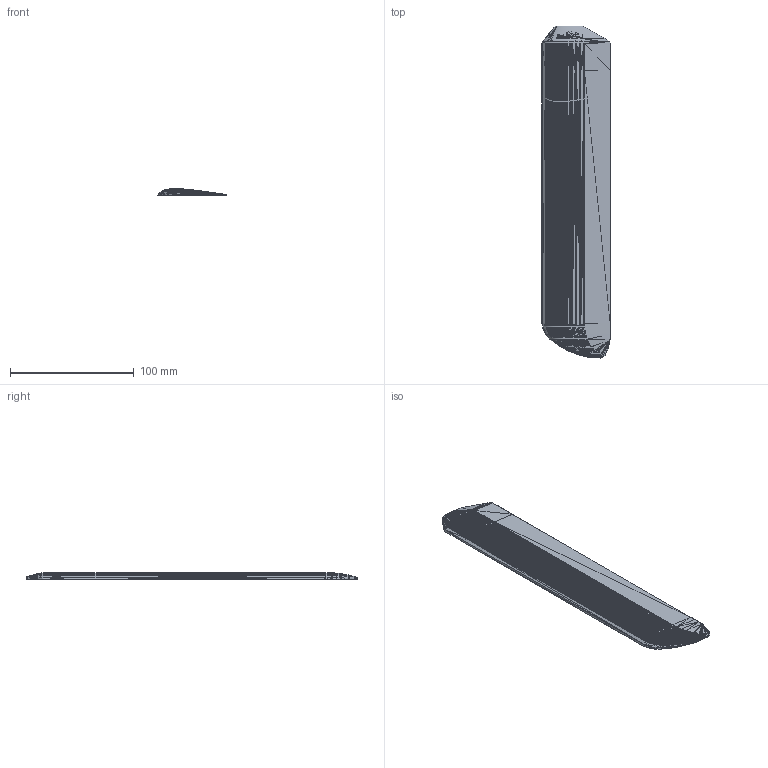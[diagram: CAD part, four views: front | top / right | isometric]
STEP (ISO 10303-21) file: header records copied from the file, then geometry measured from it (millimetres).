
FILE_DESCRIPTION(('FreeCAD Model'),'2;1');
FILE_NAME('rotorV01.step', '2016-12-03T07:08:41',('Author'),(''), 'Open CASCADE STEP processor 6.8','FreeCAD','Unknown');
FILE_SCHEMA(('AUTOMOTIVE_DESIGN_CC2 { 1 2 10303 214 -1 1 5 4 }'));
Products named in the file (1): rotorV01001
Bounding box: 55 x 268.46 x 5.51 mm (x, y, z)
Surface area: 29310.8 mm2 (no closed solid volume)
Topology: 0 solids, 1 shells, 1567 faces, 2352 edges, 787 vertices
Faces by surface type: plane 1567
Entity records: 58827 total; most frequent: CARTESIAN_POINT 11763, DIRECTION 7840, ORIENTED_EDGE 4704, LINE 4704, VECTOR 4704, PCURVE 4704, DEFINITIONAL_REPRESENTATION 4704, EDGE_CURVE 2352
